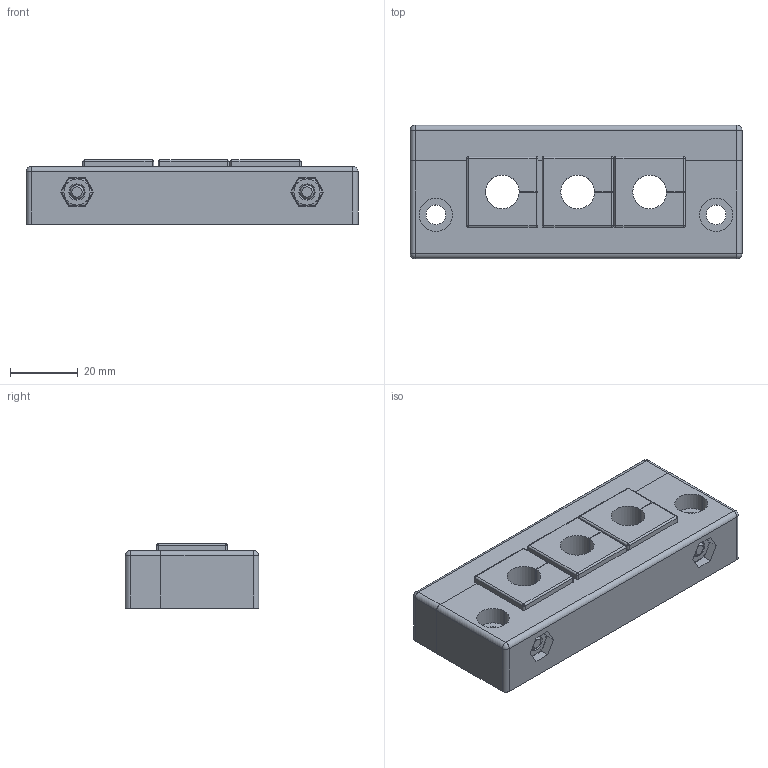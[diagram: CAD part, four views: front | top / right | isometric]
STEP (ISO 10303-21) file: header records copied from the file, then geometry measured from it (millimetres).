
FILE_DESCRIPTION(('STEP AP242'),'1');
FILE_NAME('42258.stp','2018-12-07T05:52:36',('TraceParts'),('TraceParts S.A.'),'Spatial InterOp 3D',' ',' ');
FILE_SCHEMA(('AP242_MANAGED_MODEL_BASED_3D_ENGINEERING_MIM_LF {1 0 10303 442 1 1 4}'));
Length unit declared in the file: millimetre
Products named in the file (1): 42258_1
Bounding box: 98.3 x 39.5 x 19 mm (x, y, z)
Volume: 63509.6 mm3; surface area: 28542 mm2
Topology: 9 solids, 9 shells, 283 faces, 682 edges, 412 vertices
Faces by surface type: plane 152, cylinder 91, cone 20, sphere 16, torus 4
Entity records: 8149 total; most frequent: CARTESIAN_POINT 1526, DIRECTION 1400, ORIENTED_EDGE 1332, EDGE_CURVE 666, AXIS2_PLACEMENT_3D 478, LINE 444, VECTOR 444, VERTEX_POINT 412
